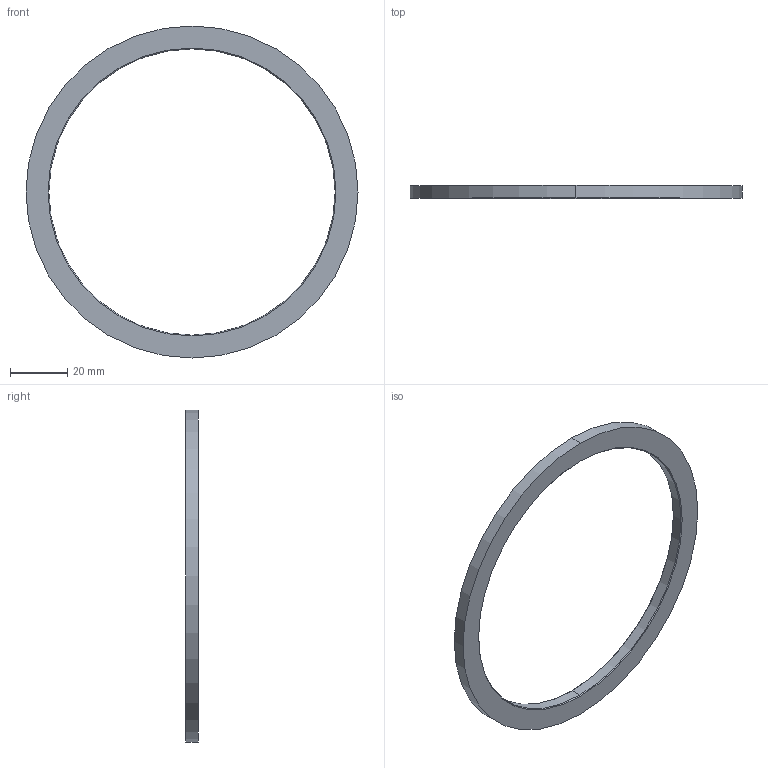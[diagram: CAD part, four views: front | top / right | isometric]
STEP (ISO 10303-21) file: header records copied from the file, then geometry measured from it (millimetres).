
FILE_DESCRIPTION (( 'STEP AP203' ), '1' );
FILE_NAME ('33316_Default_sldprt.STEP', '2025-12-17T02:05:30', ( '' ), ( '' ), 'SwSTEP 2.0', 'SolidWorks 2020', '' );
FILE_SCHEMA (( 'CONFIG_CONTROL_DESIGN' ));
Length unit declared in the file: centimetre
Products named in the file (1): 33316_Default_sldprt
Bounding box: 116 x 4.35 x 116 mm (x, y, z)
Volume: 11779 mm3; surface area: 8270.3 mm2
Topology: 1 solids, 1 shells, 11 faces, 23 edges, 14 vertices
Faces by surface type: cone 5, cylinder 4, plane 2
Entity records: 380 total; most frequent: DIRECTION 61, CARTESIAN_POINT 49, ORIENTED_EDGE 46, AXIS2_PLACEMENT_3D 26, EDGE_CURVE 23, CIRCLE 14, VERTEX_POINT 14, EDGE_LOOP 13
